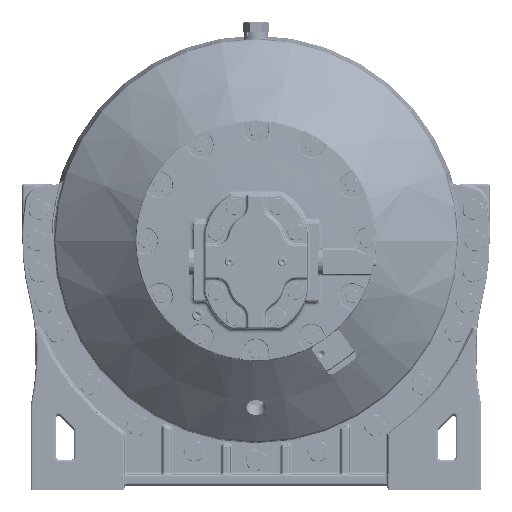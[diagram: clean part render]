
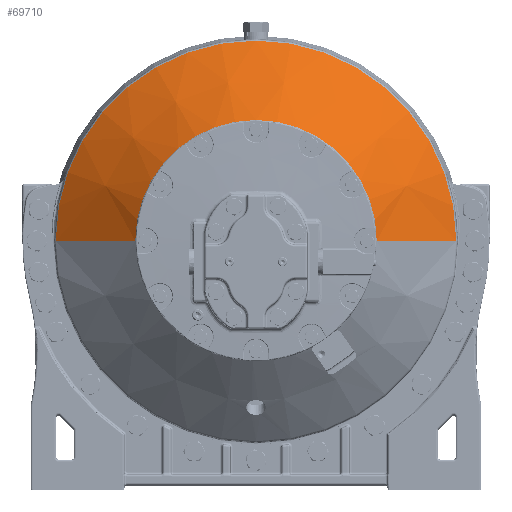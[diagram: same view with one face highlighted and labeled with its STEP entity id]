
A CAD part, top view. The second image highlights one B-rep face of the part: STEP entity #69710.
In plain terms, the highlighted conical face has half-angle 50 degrees and reference radius 239.939 mm.
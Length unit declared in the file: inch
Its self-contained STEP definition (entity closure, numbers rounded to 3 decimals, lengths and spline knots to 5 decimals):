
#52804=CARTESIAN_POINT('',(0.,0.,-4.15127));
#52805=DIRECTION('',(0.,0.,-1.));
#52806=DIRECTION('',(-1.,0.,0.));
#52807=AXIS2_PLACEMENT_3D('',#52804,#52805,#52806);
#52809=DIRECTION('',(0.766,0.,-0.643));
#52810=VECTOR('',#52809,6.10741);
#52811=CARTESIAN_POINT('',(7.10715,0.,-0.2255));
#52812=LINE('',#52811,#52810);
#52813=DIRECTION('',(0.766,0.,0.643));
#52814=VECTOR('',#52813,6.10741);
#52815=CARTESIAN_POINT('',(-11.7857,0.,-4.15127));
#52816=LINE('',#52815,#52814);
#52891=CARTESIAN_POINT('',(0.,0.,-0.2255));
#52892=DIRECTION('',(0.,0.,1.));
#52893=DIRECTION('',(1.,0.,0.));
#52894=AXIS2_PLACEMENT_3D('',#52891,#52892,#52893);
#67002=CARTESIAN_POINT('',(7.10715,0.,-0.2255));
#67003=VERTEX_POINT('',#67002);
#67296=CARTESIAN_POINT('',(11.7857,0.,-4.15127));
#67297=VERTEX_POINT('',#67296);
#67630=CARTESIAN_POINT('',(-11.7857,0.,-4.15127));
#67631=VERTEX_POINT('',#67630);
#67632=CARTESIAN_POINT('',(-7.10715,0.,-0.2255));
#67633=VERTEX_POINT('',#67632);
#69696=CARTESIAN_POINT('',(0.,0.,-2.18838));
#69697=DIRECTION('',(0.,0.,-1.));
#69698=DIRECTION('',(-1.,0.,0.));
#69699=AXIS2_PLACEMENT_3D('',#69696,#69697,#69698);
#69700=CONICAL_SURFACE('',#69699,9.44642,50.);
#69702=ORIENTED_EDGE('',*,*,#69701,.F.);
#69704=ORIENTED_EDGE('',*,*,#69703,.T.);
#69706=ORIENTED_EDGE('',*,*,#69705,.F.);
#69707=ORIENTED_EDGE('',*,*,#69684,.T.);
#69708=EDGE_LOOP('',(#69702,#69704,#69706,#69707));
#69709=FACE_OUTER_BOUND('',#69708,.F.);
#52808=CIRCLE('',#52807,11.7857);
#52895=CIRCLE('',#52894,7.10715);
#69684=EDGE_CURVE('',#67631,#67297,#52808,.T.);
#69701=EDGE_CURVE('',#67003,#67297,#52812,.T.);
#69703=EDGE_CURVE('',#67003,#67633,#52895,.T.);
#69705=EDGE_CURVE('',#67631,#67633,#52816,.T.);
#69710=ADVANCED_FACE('',(#69709),#69700,.T.);
